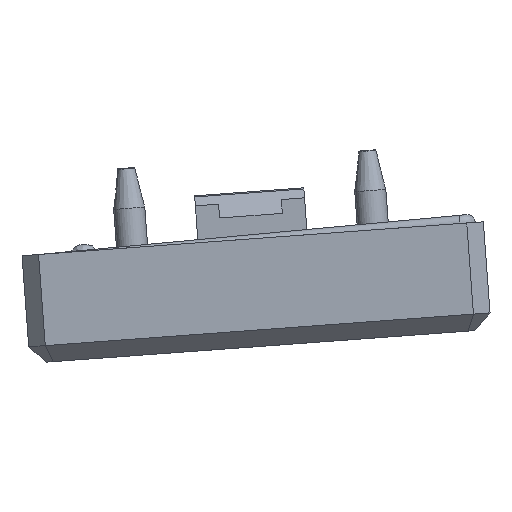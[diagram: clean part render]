
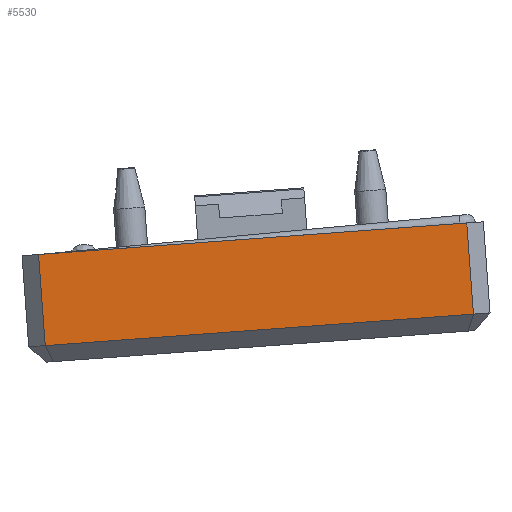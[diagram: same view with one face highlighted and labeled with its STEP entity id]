
A CAD part, left-side view. The second image highlights one B-rep face of the part: STEP entity #5530.
In plain terms, the highlighted planar face has unit normal (-1, 0, 0).
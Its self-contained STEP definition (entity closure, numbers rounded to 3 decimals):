
#279=LINE('',#8438,#753);
#282=LINE('',#8444,#756);
#285=LINE('',#8450,#759);
#286=LINE('',#8451,#760);
#753=VECTOR('',#6753,10.);
#756=VECTOR('',#6760,10.);
#759=VECTOR('',#6765,10.);
#760=VECTOR('',#6766,10.);
#1389=FACE_OUTER_BOUND('',#1761,.T.);
#1761=EDGE_LOOP('',(#3972,#3973,#3974,#3975));
#2557=VERTEX_POINT('',#8433);
#2558=VERTEX_POINT('',#8437);
#2559=VERTEX_POINT('',#8443);
#2561=VERTEX_POINT('',#8449);
#3122=EDGE_CURVE('',#2558,#2557,#279,.T.);
#3125=EDGE_CURVE('',#2557,#2559,#282,.T.);
#3128=EDGE_CURVE('',#2561,#2558,#285,.T.);
#3129=EDGE_CURVE('',#2559,#2561,#286,.T.);
#3972=ORIENTED_EDGE('',*,*,#3122,.F.);
#3973=ORIENTED_EDGE('',*,*,#3128,.F.);
#3974=ORIENTED_EDGE('',*,*,#3129,.F.);
#3975=ORIENTED_EDGE('',*,*,#3125,.F.);
#5290=PLANE('',#5984);
#5530=ADVANCED_FACE('',(#1389),#5290,.T.);
#5984=AXIS2_PLACEMENT_3D('',#8448,#6763,#6764);
#6753=DIRECTION('',(0.,1.,0.));
#6760=DIRECTION('',(0.,0.,1.));
#6763=DIRECTION('center_axis',(-1.,0.,0.));
#6764=DIRECTION('ref_axis',(0.,-1.,0.));
#6765=DIRECTION('',(0.,0.,-1.));
#6766=DIRECTION('',(0.,-1.,0.));
#8433=CARTESIAN_POINT('',(-74.,27.85,-9.85));
#8437=CARTESIAN_POINT('',(-74.,-27.85,-9.85));
#8438=CARTESIAN_POINT('',(-74.,13.925,-9.85));
#8443=CARTESIAN_POINT('',(-74.,27.85,2.));
#8444=CARTESIAN_POINT('',(-74.,27.85,0.));
#8448=CARTESIAN_POINT('Origin',(-74.,27.85,0.));
#8449=CARTESIAN_POINT('',(-74.,-27.85,2.));
#8450=CARTESIAN_POINT('',(-74.,-27.85,0.));
#8451=CARTESIAN_POINT('',(-74.,27.85,2.));
